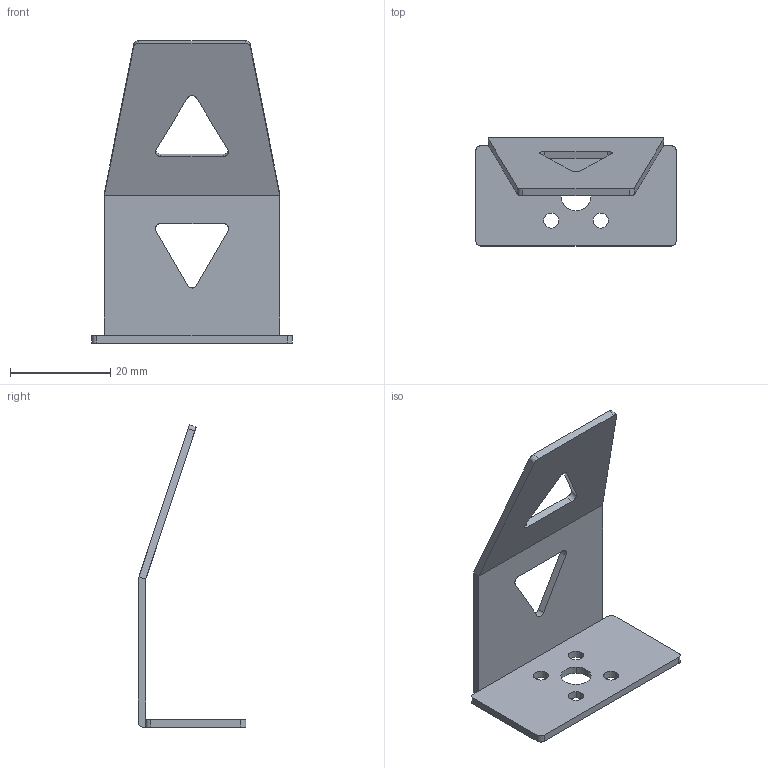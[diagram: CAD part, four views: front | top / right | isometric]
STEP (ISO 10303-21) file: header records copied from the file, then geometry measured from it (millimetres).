
FILE_DESCRIPTION(/* description */ (''),/* implementation_level */ '2;1');
FILE_NAME(/* name */ 'SR319-HOE.stp',/* time_stamp */ '2018-06-17T16:01:52-07:00',/* author */ (''),/* organization */ (''),/* preprocessor_version */ 'ST-DEVELOPER v14.6',/* originating_system */ '',/* authorisation */ '');
FILE_SCHEMA (('AUTOMOTIVE_DESIGN { 1 2 10303 214 1 1 1 1 }'));
Length unit declared in the file: centimetre
Products named in the file (1): 1234-K789
Bounding box: 40 x 21.5 x 60.32 mm (x, y, z)
Volume: 3669.5 mm3; surface area: 5658.4 mm2
Topology: 2 solids, 2 shells, 51 faces, 135 edges, 76 vertices
Faces by surface type: plane 30, cylinder 21
Full cylindrical faces by diameter (mm): 3 x4
Entity records: 1588 total; most frequent: DIRECTION 281, ORIENTED_EDGE 278, CARTESIAN_POINT 263, EDGE_CURVE 135, AXIS2_PLACEMENT_3D 94, LINE 93, VECTOR 93, VERTEX_POINT 76
